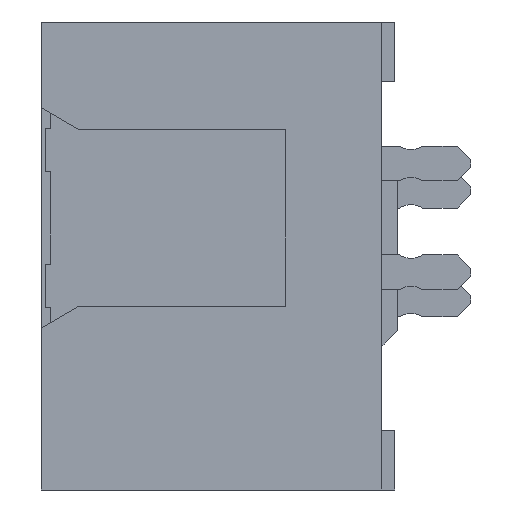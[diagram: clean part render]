
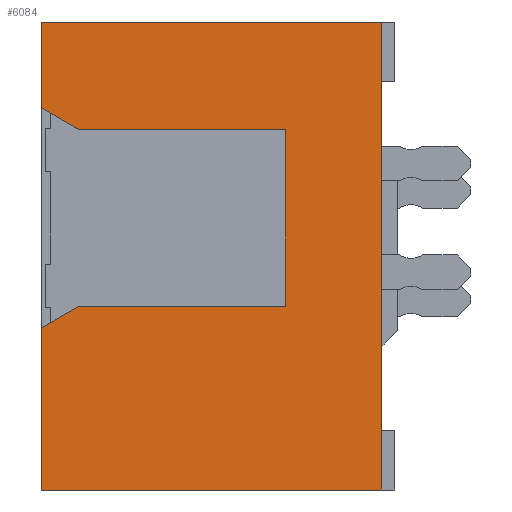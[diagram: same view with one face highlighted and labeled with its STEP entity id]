
A CAD part, left-side view. The second image highlights one B-rep face of the part: STEP entity #6084.
In plain terms, the highlighted planar face has unit normal (-1, 0, 0).
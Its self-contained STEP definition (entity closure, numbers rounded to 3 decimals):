
#239=ORIENTED_EDGE('',*,*,#1982,.T.);
#240=ORIENTED_EDGE('',*,*,#1985,.T.);
#241=ORIENTED_EDGE('',*,*,#1987,.T.);
#242=ORIENTED_EDGE('',*,*,#1978,.T.);
#243=ORIENTED_EDGE('',*,*,#1990,.T.);
#244=ORIENTED_EDGE('',*,*,#1991,.F.);
#245=ORIENTED_EDGE('',*,*,#1992,.T.);
#246=ORIENTED_EDGE('',*,*,#1857,.T.);
#247=ORIENTED_EDGE('',*,*,#1993,.F.);
#248=ORIENTED_EDGE('',*,*,#1994,.F.);
#1857=EDGE_CURVE('',#2746,#2745,#3337,.T.);
#1978=EDGE_CURVE('',#2852,#2854,#3458,.T.);
#1982=EDGE_CURVE('',#2856,#2858,#3462,.T.);
#1985=EDGE_CURVE('',#2858,#2860,#3465,.T.);
#1987=EDGE_CURVE('',#2860,#2852,#3467,.T.);
#1990=EDGE_CURVE('',#2854,#2862,#3470,.T.);
#1991=EDGE_CURVE('',#2863,#2862,#3471,.T.);
#1992=EDGE_CURVE('',#2863,#2746,#3472,.T.);
#1993=EDGE_CURVE('',#2864,#2745,#3473,.T.);
#1994=EDGE_CURVE('',#2856,#2864,#3474,.T.);
#2745=VERTEX_POINT('',#8325);
#2746=VERTEX_POINT('',#8327);
#2852=VERTEX_POINT('',#8564);
#2854=VERTEX_POINT('',#8568);
#2856=VERTEX_POINT('',#8573);
#2858=VERTEX_POINT('',#8577);
#2860=VERTEX_POINT('',#8583);
#2862=VERTEX_POINT('',#8592);
#2863=VERTEX_POINT('',#8596);
#2864=VERTEX_POINT('',#8599);
#3337=LINE('',#8326,#4209);
#3458=LINE('',#8569,#4330);
#3462=LINE('',#8578,#4334);
#3465=LINE('',#8584,#4337);
#3467=LINE('',#8587,#4339);
#3470=LINE('',#8593,#4342);
#3471=LINE('',#8595,#4343);
#3472=LINE('',#8597,#4344);
#3473=LINE('',#8598,#4345);
#3474=LINE('',#8600,#4346);
#4209=VECTOR('',#6758,1000.);
#4330=VECTOR('',#6905,1000.);
#4334=VECTOR('',#6911,1000.);
#4337=VECTOR('',#6916,1000.);
#4339=VECTOR('',#6920,1000.);
#4342=VECTOR('',#6925,1000.);
#4343=VECTOR('',#6928,1000.);
#4344=VECTOR('',#6929,1000.);
#4345=VECTOR('',#6930,1000.);
#4346=VECTOR('',#6931,1000.);
#5087=EDGE_LOOP('',(#239,#240,#241,#242,#243,#244,#245,#246,#247,#248));
#5439=FACE_BOUND('',#5087,.T.);
#5776=PLANE('',#6411);
#6084=ADVANCED_FACE('',(#5439),#5776,.F.);
#6411=AXIS2_PLACEMENT_3D('',#8594,#6926,#6927);
#6758=DIRECTION('',(0.,0.,1.));
#6905=DIRECTION('',(0.,1.,0.));
#6911=DIRECTION('',(0.,-0.865,-0.502));
#6916=DIRECTION('',(0.,-1.,0.));
#6920=DIRECTION('',(0.,0.,-1.));
#6925=DIRECTION('',(0.,0.865,-0.502));
#6926=DIRECTION('',(1.,0.,0.));
#6927=DIRECTION('',(0.,0.,-1.));
#6928=DIRECTION('',(0.,0.,1.));
#6929=DIRECTION('',(0.,-1.,0.));
#6930=DIRECTION('',(0.,-1.,0.));
#6931=DIRECTION('',(0.,0.,1.));
#8325=CARTESIAN_POINT('',(-10.65,0.25,4.3));
#8326=CARTESIAN_POINT('',(-10.65,0.25,-4.3));
#8327=CARTESIAN_POINT('',(-10.65,0.25,-4.3));
#8564=CARTESIAN_POINT('',(-10.65,2.,-0.925));
#8568=CARTESIAN_POINT('',(-10.65,5.81,-0.925));
#8569=CARTESIAN_POINT('',(-10.65,2.,-0.925));
#8573=CARTESIAN_POINT('',(-10.65,6.5,2.725));
#8577=CARTESIAN_POINT('',(-10.65,5.81,2.325));
#8578=CARTESIAN_POINT('',(-10.65,6.5,2.725));
#8583=CARTESIAN_POINT('',(-10.65,2.,2.325));
#8584=CARTESIAN_POINT('',(-10.65,5.81,2.325));
#8587=CARTESIAN_POINT('',(-10.65,2.,2.325));
#8592=CARTESIAN_POINT('',(-10.65,6.5,-1.325));
#8593=CARTESIAN_POINT('',(-10.65,5.81,-0.925));
#8594=CARTESIAN_POINT('',(-10.65,6.5,-4.3));
#8595=CARTESIAN_POINT('',(-10.65,6.5,-4.3));
#8596=CARTESIAN_POINT('',(-10.65,6.5,-4.3));
#8597=CARTESIAN_POINT('',(-10.65,6.5,-4.3));
#8598=CARTESIAN_POINT('',(-10.65,6.5,4.3));
#8599=CARTESIAN_POINT('',(-10.65,6.5,4.3));
#8600=CARTESIAN_POINT('',(-10.65,6.5,-4.3));
